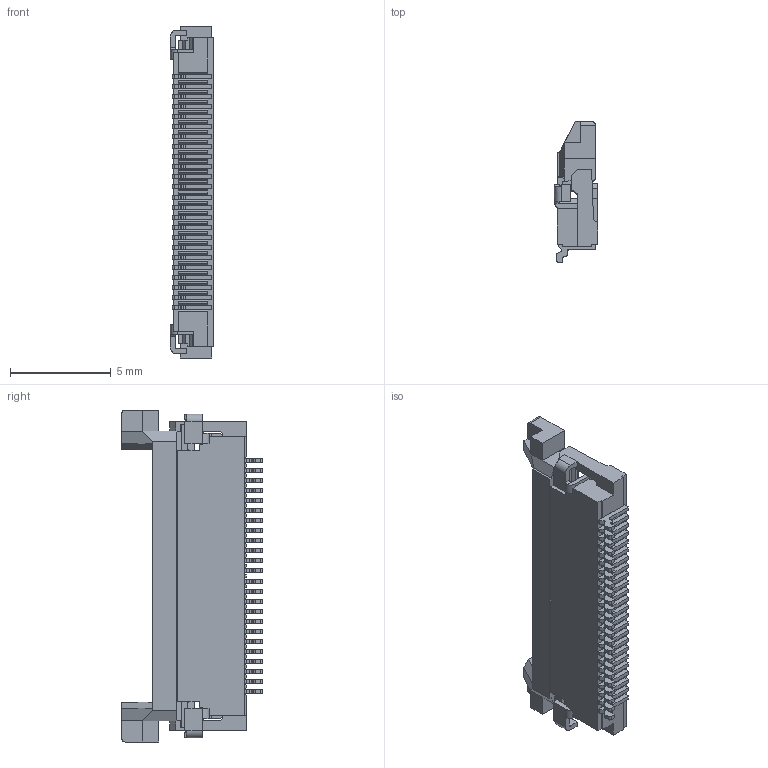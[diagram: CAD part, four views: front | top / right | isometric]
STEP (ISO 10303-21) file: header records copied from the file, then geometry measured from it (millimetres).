
FILE_DESCRIPTION(('STEP AP242'),'1');
FILE_NAME('fh12a-24s-0_5sh_55_.stp','2026-02-12T04:11:11',('TraceParts'),('TraceParts S.A.S.'),'Spatial InterOp 3D',' ',' ');
FILE_SCHEMA(('AP242_MANAGED_MODEL_BASED_3D_ENGINEERING_MIM_LF {1 0 10303 442 1 1 4}'));
Length unit declared in the file: millimetre
Products named in the file (1): 1
Bounding box: 2.15 x 7 x 16.5 mm (x, y, z)
Volume: 102.7 mm3; surface area: 378 mm2
Topology: 1 solids, 1 shells, 879 faces, 2454 edges, 1620 vertices
Faces by surface type: plane 703, cylinder 174, bspline 2
Entity records: 28555 total; most frequent: CARTESIAN_POINT 5638, ORIENTED_EDGE 4908, DIRECTION 4530, EDGE_CURVE 2454, LINE 2098, VECTOR 2098, VERTEX_POINT 1620, AXIS2_PLACEMENT_3D 1216
